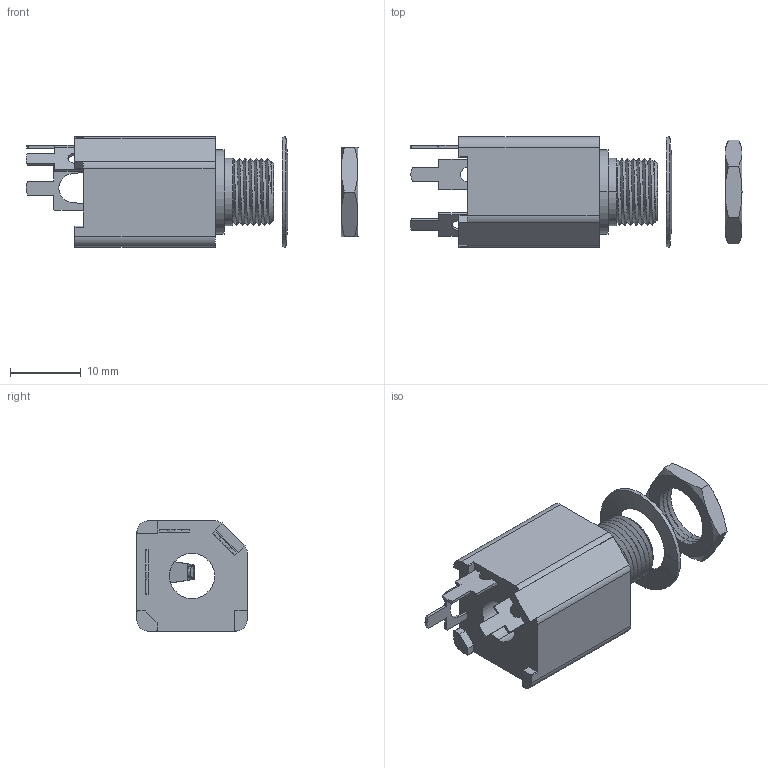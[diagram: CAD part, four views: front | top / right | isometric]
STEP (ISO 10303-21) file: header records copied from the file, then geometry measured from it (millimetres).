
FILE_DESCRIPTION (( 'STEP AP214' ), '1' );
FILE_NAME ('112APCX.STEP', '2014-07-01T20:37:26', ( '' ), ( '' ), 'SwSTEP 2.0', 'SolidWorks 2014', '' );
FILE_SCHEMA (( 'AUTOMOTIVE_DESIGN' ));
Length unit declared in the file: inch
Products named in the file (1): 112APCX
Bounding box: 47.01 x 15.62 x 15.62 mm (x, y, z)
Volume: 4389.3 mm3; surface area: 3218.5 mm2
Topology: 3 solids, 3 shells, 142 faces, 377 edges, 244 vertices
Faces by surface type: plane 70, cone 36, cylinder 32, bspline 4
Entity records: 6493 total; most frequent: CARTESIAN_POINT 2911, ORIENTED_EDGE 754, DIRECTION 702, EDGE_CURVE 377, VERTEX_POINT 244, AXIS2_PLACEMENT_3D 242, VECTOR 218, LINE 218
